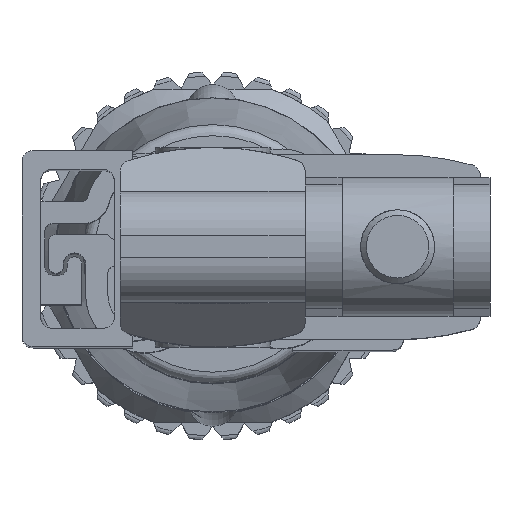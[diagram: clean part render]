
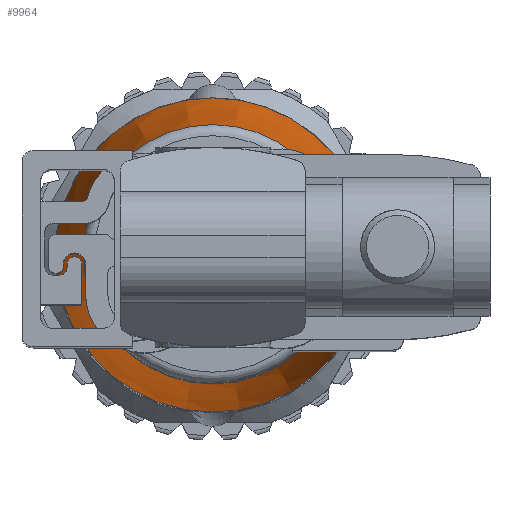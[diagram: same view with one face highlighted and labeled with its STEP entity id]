
A CAD part, top view. The second image highlights one B-rep face of the part: STEP entity #9964.
In plain terms, the highlighted conical face has half-angle 7.907 degrees and reference radius 3.5 mm.
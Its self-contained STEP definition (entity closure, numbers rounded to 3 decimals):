
#46=CONICAL_SURFACE('',#10752,3.5,0.138);
#1994=CIRCLE('',#10751,3.5);
#1995=CIRCLE('',#10753,4.25);
#3591=ORIENTED_EDGE('',*,*,#5182,.F.);
#3592=ORIENTED_EDGE('',*,*,#5181,.T.);
#5181=EDGE_CURVE('',#5980,#5980,#1994,.T.);
#5182=EDGE_CURVE('',#5981,#5981,#1995,.T.);
#5980=VERTEX_POINT('',#15492);
#5981=VERTEX_POINT('',#15495);
#6389=EDGE_LOOP('',(#3591));
#6390=EDGE_LOOP('',(#3592));
#6884=FACE_BOUND('',#6389,.T.);
#6885=FACE_BOUND('',#6390,.T.);
#9964=ADVANCED_FACE('',(#6884,#6885),#46,.T.);
#10751=AXIS2_PLACEMENT_3D('',#15491,#12703,#12704);
#10752=AXIS2_PLACEMENT_3D('',#15493,#12705,#12706);
#10753=AXIS2_PLACEMENT_3D('',#15494,#12707,#12708);
#12703=DIRECTION('',(0.,0.,-1.));
#12704=DIRECTION('',(-1.,0.,0.));
#12705=DIRECTION('',(0.,0.,-1.));
#12706=DIRECTION('',(-1.,0.,0.));
#12707=DIRECTION('',(0.,0.,-1.));
#12708=DIRECTION('',(-1.,0.,0.));
#15491=CARTESIAN_POINT('',(0.,0.,-10.5));
#15492=CARTESIAN_POINT('',(-3.5,0.,-10.5));
#15493=CARTESIAN_POINT('',(0.,0.,-10.5));
#15494=CARTESIAN_POINT('',(0.,0.,-15.9));
#15495=CARTESIAN_POINT('',(-4.25,0.,-15.9));
